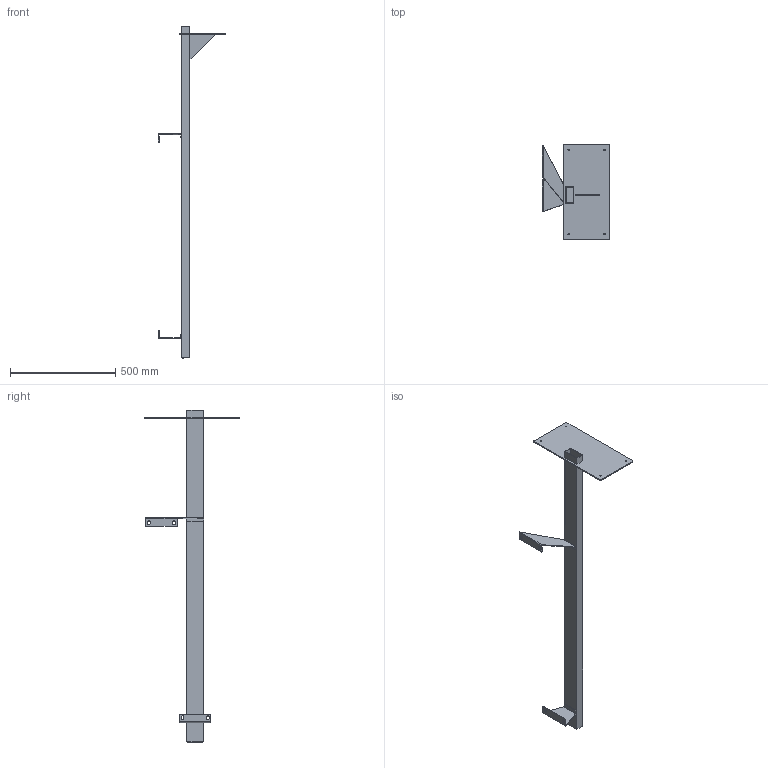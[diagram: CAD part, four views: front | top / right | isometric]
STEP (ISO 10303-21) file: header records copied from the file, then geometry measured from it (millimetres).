
FILE_DESCRIPTION (( 'STEP AP203' ), '1' );
FILE_NAME ('47R0002-固定座.STEP', '2023-09-28T08:35:42', ( '' ), ( '' ), 'SwSTEP 2.0', 'SolidWorks 2018', '' );
FILE_SCHEMA (( 'CONFIG_CONTROL_DESIGN' ));
Length unit declared in the file: millimetre
Products named in the file (1): 47R0002-固定座
Bounding box: 321 x 450 x 1575 mm (x, y, z)
Volume: 1754744.7 mm3; surface area: 1015363.5 mm2
Topology: 3 solids, 3 shells, 91 faces, 231 edges, 150 vertices
Faces by surface type: plane 63, cylinder 28
Full cylindrical faces by diameter (mm): 7 x4
Entity records: 2766 total; most frequent: CARTESIAN_POINT 485, DIRECTION 447, ORIENTED_EDGE 446, EDGE_CURVE 223, VECTOR 167, LINE 167, VERTEX_POINT 146, AXIS2_PLACEMENT_3D 140
